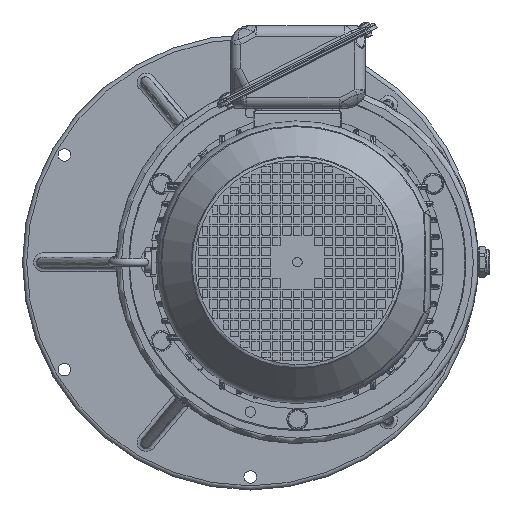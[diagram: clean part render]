
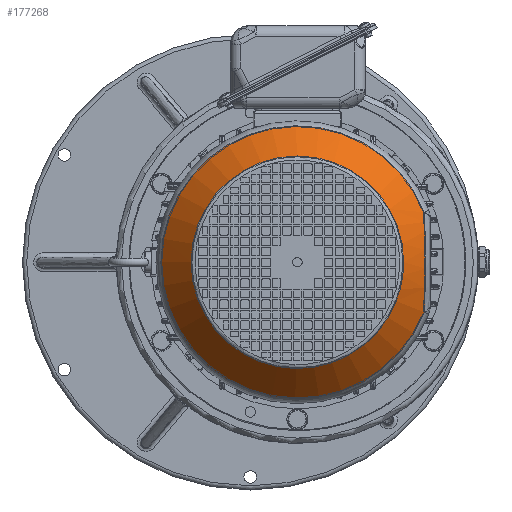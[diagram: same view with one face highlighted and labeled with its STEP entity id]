
A CAD part, left-side view. The second image highlights one B-rep face of the part: STEP entity #177268.
In plain terms, the highlighted conical face has half-angle 40 degrees and reference radius 135 mm.
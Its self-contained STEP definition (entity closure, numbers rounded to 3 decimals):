
#796 = CIRCLE ( 'NONE', #64536, 101.499 ) ;
#1580 = CARTESIAN_POINT ( 'NONE',  ( -453.499, 57.679, -2.039 ) ) ;
#2483 = CARTESIAN_POINT ( 'NONE',  ( -453.499, 57.679, 8.155 ) ) ;
#6008 = CIRCLE ( 'NONE', #21217, 130.321 ) ;
#14867 = DIRECTION ( 'NONE',  ( 1., 0., 0. ) ) ;
#14873 = CARTESIAN_POINT ( 'NONE',  ( -452.432, 57.806, -16.352 ) ) ;
#15837 = CARTESIAN_POINT ( 'NONE',  ( -453.218, 57.713, -8.185 ) ) ;
#21217 = AXIS2_PLACEMENT_3D ( 'NONE', #76541, #150571, #149660 ) ;
#30755 = ORIENTED_EDGE ( 'NONE', *, *, #174924, .T. ) ;
#31024 = CARTESIAN_POINT ( 'NONE',  ( -450.148, 58.072, 28.204 ) ) ;
#38347 = ORIENTED_EDGE ( 'NONE', *, *, #98469, .T. ) ;
#45246 = CARTESIAN_POINT ( 'NONE',  ( -452.646, 57.783, 16.223 ) ) ;
#48044 = CARTESIAN_POINT ( 'NONE',  ( -449.14, 58.186, 32.18 ) ) ;
#50006 = CARTESIAN_POINT ( 'NONE',  ( -443.965, 58.745, -47.757 ) ) ;
#51802 = VERTEX_POINT ( 'NONE', #157298 ) ;
#54819 = FACE_OUTER_BOUND ( 'NONE', #87488, .T. ) ;
#55723 = VERTEX_POINT ( 'NONE', #110845 ) ;
#64536 = AXIS2_PLACEMENT_3D ( 'NONE', #162697, #165479, #119964 ) ;
#72856 = CARTESIAN_POINT ( 'NONE',  ( -452.964, 57.743, -11.257 ) ) ;
#73820 = CARTESIAN_POINT ( 'NONE',  ( -453.285, 57.705, -7.157 ) ) ;
#76541 = CARTESIAN_POINT ( 'NONE',  ( -443.965, 180., 0. ) ) ;
#77206 = B_SPLINE_CURVE_WITH_KNOTS ( 'NONE', 3,
 ( #176320, #87127, #118413, #145041, #14873, #72856, #145986, #15837, #73820, #131766, #1580, #2483, #45246, #161162, #31024, #48044, #135450, #163927, #148771, #151569 ),
 .UNSPECIFIED., .F., .F.,
 ( 4, 2, 2, 2, 2, 2, 2, 2, 2, 4 ),
 ( 0., 0.024, 0.037, 0.04, 0.043, 0.049, 0.073, 0.079, 0.085, 0.098 ),
 .UNSPECIFIED. ) ;
#83844 = EDGE_LOOP ( 'NONE', ( #30755 ) ) ;
#86270 = VERTEX_POINT ( 'NONE', #50006 ) ;
#87127 = CARTESIAN_POINT ( 'NONE',  ( -446.958, 58.434, -40.113 ) ) ;
#87488 = EDGE_LOOP ( 'NONE', ( #38347, #173552 ) ) ;
#98469 = EDGE_CURVE ( 'NONE', #86270, #51802, #77206, .T. ) ;
#110845 = CARTESIAN_POINT ( 'NONE',  ( -478.314, 281.499, 0. ) ) ;
#118413 = CARTESIAN_POINT ( 'NONE',  ( -449.345, 58.165, -32.327 ) ) ;
#119964 = DIRECTION ( 'NONE',  ( 0., 1., 0. ) ) ;
#129847 = FACE_BOUND ( 'NONE', #83844, .T. ) ;
#130689 = EDGE_CURVE ( 'NONE', #51802, #86270, #6008, .T. ) ;
#131766 = CARTESIAN_POINT ( 'NONE',  ( -453.446, 57.686, -4.083 ) ) ;
#135450 = CARTESIAN_POINT ( 'NONE',  ( -448.59, 58.247, 34.162 ) ) ;
#142191 = DIRECTION ( 'NONE',  ( 0., -1., 0. ) ) ;
#145041 = CARTESIAN_POINT ( 'NONE',  ( -451.801, 57.881, -20.379 ) ) ;
#145986 = CARTESIAN_POINT ( 'NONE',  ( -453.057, 57.732, -10.235 ) ) ;
#147331 = AXIS2_PLACEMENT_3D ( 'NONE', #184910, #14867, #142191 ) ;
#148771 = CARTESIAN_POINT ( 'NONE',  ( -445.463, 58.589, 43.932 ) ) ;
#149660 = DIRECTION ( 'NONE',  ( 0., 1., 0. ) ) ;
#150571 = DIRECTION ( 'NONE',  ( -1., 0., 0. ) ) ;
#151569 = CARTESIAN_POINT ( 'NONE',  ( -443.965, 58.745, 47.757 ) ) ;
#157298 = CARTESIAN_POINT ( 'NONE',  ( -443.965, 58.745, 47.757 ) ) ;
#159535 = CONICAL_SURFACE ( 'NONE', #147331, 135., 0.698 ) ;
#161162 = CARTESIAN_POINT ( 'NONE',  ( -450.605, 58.019, 26.211 ) ) ;
#162697 = CARTESIAN_POINT ( 'NONE',  ( -478.314, 180., 0. ) ) ;
#163927 = CARTESIAN_POINT ( 'NONE',  ( -446.814, 58.443, 40.057 ) ) ;
#165479 = DIRECTION ( 'NONE',  ( 1., 0., 0. ) ) ;
#173552 = ORIENTED_EDGE ( 'NONE', *, *, #130689, .T. ) ;
#174924 = EDGE_CURVE ( 'NONE', #55723, #55723, #796, .T. ) ;
#176320 = CARTESIAN_POINT ( 'NONE',  ( -443.965, 58.745, -47.757 ) ) ;
#177268 = ADVANCED_FACE ( 'NONE', ( #129847, #54819 ), #159535, .T. ) ;
#184910 = CARTESIAN_POINT ( 'NONE',  ( -438.389, 180., 0. ) ) ;
